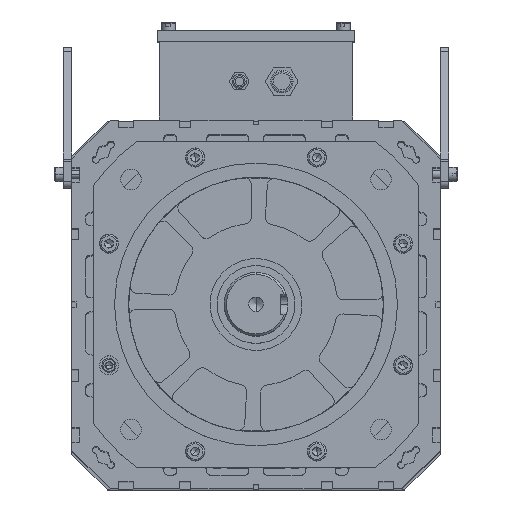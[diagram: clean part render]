
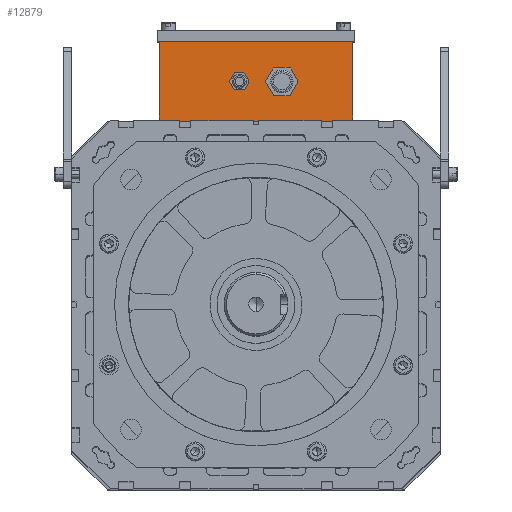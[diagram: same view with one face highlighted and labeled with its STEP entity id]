
A CAD part, top view. The second image highlights one B-rep face of the part: STEP entity #12879.
In plain terms, the highlighted planar face has unit normal (0, 0, 1).
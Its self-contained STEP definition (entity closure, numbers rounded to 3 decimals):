
#1347 = VERTEX_POINT ( 'NONE', #35191 ) ;
#1409 = FACE_OUTER_BOUND ( 'NONE', #5914, .T. ) ;
#1750 = AXIS2_PLACEMENT_3D ( 'NONE', #28590, #36139, #22149 ) ;
#2540 = EDGE_CURVE ( 'NONE', #26452, #25824, #26412, .T. ) ;
#3303 = LINE ( 'NONE', #28864, #32390 ) ;
#3405 = ORIENTED_EDGE ( 'NONE', *, *, #19679, .F. ) ;
#3727 = CARTESIAN_POINT ( 'NONE',  ( 364.393, 630.388, -1110.154 ) ) ;
#4453 = LINE ( 'NONE', #3727, #19586 ) ;
#4830 = EDGE_CURVE ( 'NONE', #1347, #9636, #36448, .T. ) ;
#5034 = EDGE_CURVE ( 'NONE', #22534, #17956, #19366, .T. ) ;
#5061 = EDGE_CURVE ( 'NONE', #9636, #1347, #23484, .T. ) ;
#5103 = CARTESIAN_POINT ( 'NONE',  ( 227.893, 574.388, -1110.154 ) ) ;
#5241 = VECTOR ( 'NONE', #8038, 1000. ) ;
#5649 = LINE ( 'NONE', #14112, #5241 ) ;
#5914 = EDGE_LOOP ( 'NONE', ( #35762, #34657, #27913, #19257 ) ) ;
#5923 = CARTESIAN_POINT ( 'NONE',  ( 284.393, 602.388, -1110.154 ) ) ;
#5926 = EDGE_CURVE ( 'NONE', #25824, #17686, #5649, .T. ) ;
#7430 = CARTESIAN_POINT ( 'NONE',  ( 284.393, 602.388, -1110.154 ) ) ;
#7547 = ORIENTED_EDGE ( 'NONE', *, *, #4830, .F. ) ;
#7753 = VECTOR ( 'NONE', #12242, 1000. ) ;
#8038 = DIRECTION ( 'NONE',  ( 1., 0., 0. ) ) ;
#8487 = CARTESIAN_POINT ( 'NONE',  ( 364.393, 630.388, -1110.154 ) ) ;
#9064 = ORIENTED_EDGE ( 'NONE', *, *, #5061, .F. ) ;
#9105 = ORIENTED_EDGE ( 'NONE', *, *, #5034, .F. ) ;
#9636 = VERTEX_POINT ( 'NONE', #35643 ) ;
#10227 = DIRECTION ( 'NONE',  ( 0., 0., -1. ) ) ;
#10402 = CARTESIAN_POINT ( 'NONE',  ( 364.393, 630.388, -1110.154 ) ) ;
#11124 = AXIS2_PLACEMENT_3D ( 'NONE', #7430, #21935, #30050 ) ;
#12242 = DIRECTION ( 'NONE',  ( 0., -1., 0. ) ) ;
#12401 = CARTESIAN_POINT ( 'NONE',  ( 284.393, 598.388, -1110.154 ) ) ;
#12426 = CARTESIAN_POINT ( 'NONE',  ( 227.893, 630.388, -1110.154 ) ) ;
#12799 = DIRECTION ( 'NONE',  ( 0., -1., 0. ) ) ;
#12879 = ADVANCED_FACE ( 'NONE', ( #1409, #21274, #18510 ), #32492, .F. ) ;
#14112 = CARTESIAN_POINT ( 'NONE',  ( 364.393, 574.388, -1110.154 ) ) ;
#15736 = EDGE_CURVE ( 'NONE', #26452, #19697, #4453, .T. ) ;
#16226 = DIRECTION ( 'NONE',  ( 0., 1., 0. ) ) ;
#17686 = VERTEX_POINT ( 'NONE', #32848 ) ;
#17956 = VERTEX_POINT ( 'NONE', #12401 ) ;
#18510 = FACE_BOUND ( 'NONE', #22466, .T. ) ;
#19005 = CARTESIAN_POINT ( 'NONE',  ( 314.393, 602.388, -1110.154 ) ) ;
#19257 = ORIENTED_EDGE ( 'NONE', *, *, #2540, .T. ) ;
#19366 = CIRCLE ( 'NONE', #11124, 4. ) ;
#19586 = VECTOR ( 'NONE', #35008, 1000. ) ;
#19679 = EDGE_CURVE ( 'NONE', #17956, #22534, #33495, .T. ) ;
#19697 = VERTEX_POINT ( 'NONE', #8487 ) ;
#19710 = DIRECTION ( 'NONE',  ( 0., 0., 1. ) ) ;
#21274 = FACE_BOUND ( 'NONE', #23284, .T. ) ;
#21935 = DIRECTION ( 'NONE',  ( 0., 0., 1. ) ) ;
#22149 = DIRECTION ( 'NONE',  ( 0., 1., 0. ) ) ;
#22466 = EDGE_LOOP ( 'NONE', ( #9105, #3405 ) ) ;
#22534 = VERTEX_POINT ( 'NONE', #27764 ) ;
#23284 = EDGE_LOOP ( 'NONE', ( #9064, #7547 ) ) ;
#23484 = CIRCLE ( 'NONE', #24101, 6. ) ;
#24101 = AXIS2_PLACEMENT_3D ( 'NONE', #19005, #30221, #16226 ) ;
#25484 = CARTESIAN_POINT ( 'NONE',  ( 227.893, 630.388, -1110.154 ) ) ;
#25824 = VERTEX_POINT ( 'NONE', #5103 ) ;
#26412 = LINE ( 'NONE', #12426, #7753 ) ;
#26452 = VERTEX_POINT ( 'NONE', #25484 ) ;
#26893 = EDGE_CURVE ( 'NONE', #19697, #17686, #3303, .T. ) ;
#27764 = CARTESIAN_POINT ( 'NONE',  ( 284.393, 606.388, -1110.154 ) ) ;
#27913 = ORIENTED_EDGE ( 'NONE', *, *, #15736, .F. ) ;
#28590 = CARTESIAN_POINT ( 'NONE',  ( 314.393, 602.388, -1110.154 ) ) ;
#28864 = CARTESIAN_POINT ( 'NONE',  ( 364.393, 630.388, -1110.154 ) ) ;
#30050 = DIRECTION ( 'NONE',  ( 0., 1., 0. ) ) ;
#30221 = DIRECTION ( 'NONE',  ( 0., 0., 1. ) ) ;
#31448 = DIRECTION ( 'NONE',  ( 0., -1., 0. ) ) ;
#32354 = AXIS2_PLACEMENT_3D ( 'NONE', #5923, #19710, #36264 ) ;
#32390 = VECTOR ( 'NONE', #31448, 1000. ) ;
#32492 = PLANE ( 'NONE',  #33031 ) ;
#32848 = CARTESIAN_POINT ( 'NONE',  ( 364.393, 574.388, -1110.154 ) ) ;
#33031 = AXIS2_PLACEMENT_3D ( 'NONE', #10402, #10227, #12799 ) ;
#33495 = CIRCLE ( 'NONE', #32354, 4. ) ;
#34657 = ORIENTED_EDGE ( 'NONE', *, *, #26893, .F. ) ;
#35008 = DIRECTION ( 'NONE',  ( 1., 0., 0. ) ) ;
#35191 = CARTESIAN_POINT ( 'NONE',  ( 314.393, 596.388, -1110.154 ) ) ;
#35643 = CARTESIAN_POINT ( 'NONE',  ( 314.393, 608.388, -1110.154 ) ) ;
#35762 = ORIENTED_EDGE ( 'NONE', *, *, #5926, .T. ) ;
#36139 = DIRECTION ( 'NONE',  ( 0., 0., 1. ) ) ;
#36264 = DIRECTION ( 'NONE',  ( 0., 1., 0. ) ) ;
#36448 = CIRCLE ( 'NONE', #1750, 6. ) ;
